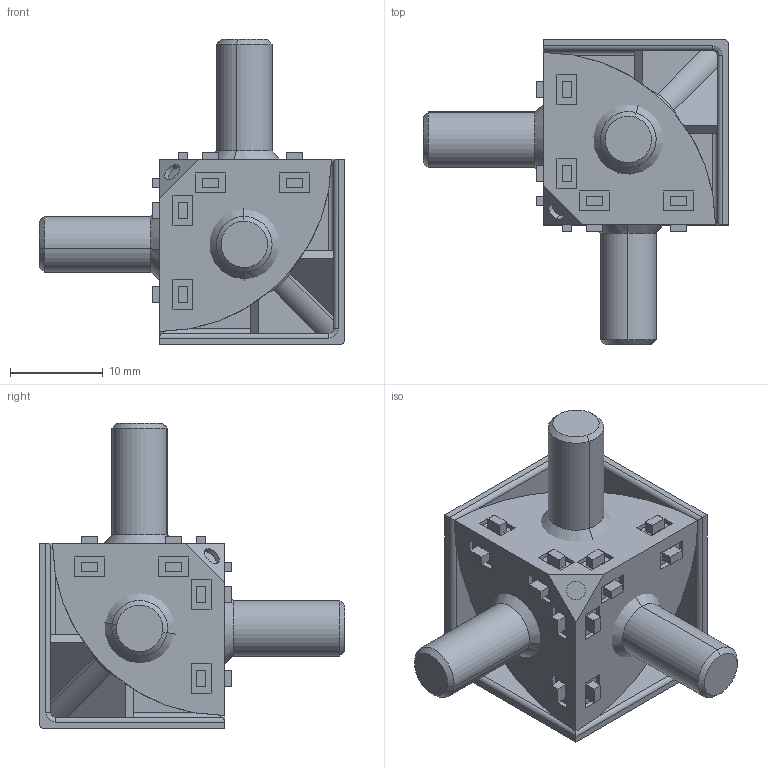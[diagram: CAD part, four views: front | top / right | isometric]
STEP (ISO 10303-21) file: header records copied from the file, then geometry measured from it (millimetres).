
FILE_DESCRIPTION (( 'STEP AP203' ), '1' );
FILE_NAME ('SNSS.30.70.34 3-õ ñòîðîííèé ñîåäèíèòåëü 20õ20, ïàç 6(T39).STEP', '2018-09-20T13:05:57', ( '' ), ( '' ), 'SwSTEP 2.0', 'SolidWorks 2018', '' );
FILE_SCHEMA (( 'CONFIG_CONTROL_DESIGN' ));
Length unit declared in the file: millimetre
Products named in the file (4): SNSS.30.70.34 3-õ ñòîðîííèé ñîåäèíèòåëü 20õ20, ïàç 6(T39); SNSS.30.70.34 署赅(T39)_00; SNSS.30.70.34 鎔艜(T39)_00; SNSS.30.70.34  ﾎ魵瑙韃(T39)_00
Assembly tree (5 placements, depth 2):
  SNSS.30.70.34 3-õ ñòîðîííèé ñîåäèíèòåëü 20õ20, ïàç 6(T39)
    SNSS.30.70.34 署赅(T39)_00
    SNSS.30.70.34  ﾎ魵瑙韃(T39)_00
    SNSS.30.70.34 鎔艜(T39)_00  x3
Bounding box: 32.9 x 32.9 x 32.9 mm (x, y, z)
Volume: 4846.6 mm3; surface area: 6116.2 mm2
Topology: 8 solids, 8 shells, 241 faces, 558 edges, 360 vertices
Faces by surface type: plane 178, cylinder 42, cone 12, bspline 6, torus 3
Entity records: 6378 total; most frequent: CARTESIAN_POINT 1193, ORIENTED_EDGE 972, DIRECTION 933, EDGE_CURVE 486, VECTOR 389, LINE 389, VERTEX_POINT 316, AXIS2_PLACEMENT_3D 272
